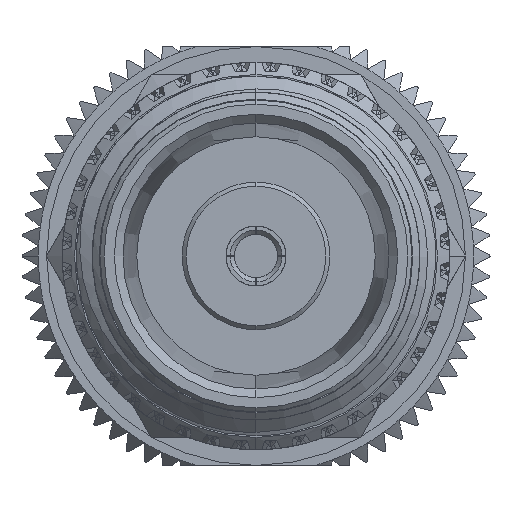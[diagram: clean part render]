
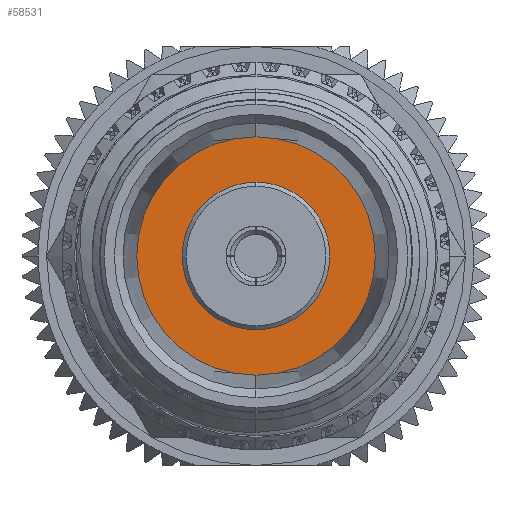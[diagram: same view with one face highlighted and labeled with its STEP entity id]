
A CAD part, left-side view. The second image highlights one B-rep face of the part: STEP entity #58531.
In plain terms, the highlighted planar face has unit normal (-1, 0, 0).
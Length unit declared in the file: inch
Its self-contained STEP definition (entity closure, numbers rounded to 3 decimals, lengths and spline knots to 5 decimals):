
#708 = CARTESIAN_POINT ( 'NONE',  ( 0.33, 0., 0. ) ) ;
#1884 = CARTESIAN_POINT ( 'NONE',  ( 0.33, 0., 0. ) ) ;
#2447 = CARTESIAN_POINT ( 'NONE',  ( 0.33, 0., 0. ) ) ;
#3028 = CARTESIAN_POINT ( 'NONE',  ( 0.33, 0., 0.09 ) ) ;
#3239 = AXIS2_PLACEMENT_3D ( 'NONE', #61581, #44008, #74021 ) ;
#6644 = DIRECTION ( 'NONE',  ( 0., 0., 1. ) ) ;
#7702 = CIRCLE ( 'NONE', #60346, 0.14521 ) ;
#8115 = DIRECTION ( 'NONE',  ( 0., 0., 1. ) ) ;
#11572 = FACE_OUTER_BOUND ( 'NONE', #67766, .T. ) ;
#12359 = VERTEX_POINT ( 'NONE', #26572 ) ;
#12841 = DIRECTION ( 'NONE',  ( -1., 0., 0. ) ) ;
#12978 = EDGE_CURVE ( 'NONE', #57363, #12359, #52529, .T. ) ;
#14995 = EDGE_CURVE ( 'NONE', #35526, #44977, #32864, .T. ) ;
#15256 = FACE_BOUND ( 'NONE', #18272, .T. ) ;
#15739 = CARTESIAN_POINT ( 'NONE',  ( 0.33, 0., -0.14521 ) ) ;
#16693 = ORIENTED_EDGE ( 'NONE', *, *, #12978, .F. ) ;
#18272 = EDGE_LOOP ( 'NONE', ( #46421, #16693 ) ) ;
#20786 = ORIENTED_EDGE ( 'NONE', *, *, #14995, .T. ) ;
#21249 = EDGE_CURVE ( 'NONE', #12359, #57363, #56769, .T. ) ;
#23228 = DIRECTION ( 'NONE',  ( 0., 0., 1. ) ) ;
#25354 = DIRECTION ( 'NONE',  ( -1., 0., 0. ) ) ;
#25639 = PLANE ( 'NONE',  #66860 ) ;
#26572 = CARTESIAN_POINT ( 'NONE',  ( 0.33, 0., -0.09 ) ) ;
#32864 = CIRCLE ( 'NONE', #3239, 0.14521 ) ;
#35526 = VERTEX_POINT ( 'NONE', #15739 ) ;
#35622 = CARTESIAN_POINT ( 'NONE',  ( 0.33, 0., 0. ) ) ;
#41861 = DIRECTION ( 'NONE',  ( -1., 0., 0. ) ) ;
#42972 = EDGE_CURVE ( 'NONE', #44977, #35526, #7702, .T. ) ;
#42990 = DIRECTION ( 'NONE',  ( 0., 0., 1. ) ) ;
#44008 = DIRECTION ( 'NONE',  ( -1., 0., 0. ) ) ;
#44977 = VERTEX_POINT ( 'NONE', #48546 ) ;
#45920 = AXIS2_PLACEMENT_3D ( 'NONE', #1884, #25354, #42990 ) ;
#46421 = ORIENTED_EDGE ( 'NONE', *, *, #21249, .F. ) ;
#48546 = CARTESIAN_POINT ( 'NONE',  ( 0.33, 0., 0.14521 ) ) ;
#52529 = CIRCLE ( 'NONE', #75340, 0.09 ) ;
#55415 = ORIENTED_EDGE ( 'NONE', *, *, #42972, .T. ) ;
#56769 = CIRCLE ( 'NONE', #45920, 0.09 ) ;
#57363 = VERTEX_POINT ( 'NONE', #3028 ) ;
#58531 = ADVANCED_FACE ( 'NONE', ( #15256, #11572 ), #25639, .T. ) ;
#60346 = AXIS2_PLACEMENT_3D ( 'NONE', #708, #12841, #6644 ) ;
#61581 = CARTESIAN_POINT ( 'NONE',  ( 0.33, 0., 0. ) ) ;
#66780 = DIRECTION ( 'NONE',  ( -1., 0., 0. ) ) ;
#66860 = AXIS2_PLACEMENT_3D ( 'NONE', #2447, #66780, #8115 ) ;
#67766 = EDGE_LOOP ( 'NONE', ( #55415, #20786 ) ) ;
#74021 = DIRECTION ( 'NONE',  ( 0., 0., 1. ) ) ;
#75340 = AXIS2_PLACEMENT_3D ( 'NONE', #35622, #41861, #23228 ) ;
